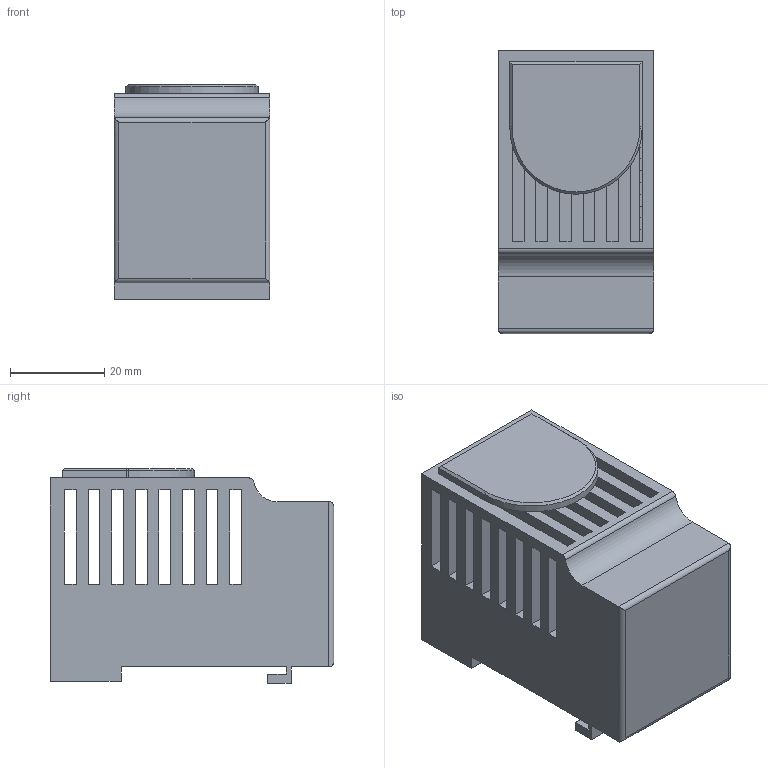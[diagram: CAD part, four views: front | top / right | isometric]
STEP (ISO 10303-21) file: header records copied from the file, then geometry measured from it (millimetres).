
FILE_DESCRIPTION (( 'STEP AP203' ), '1' );
FILE_NAME ('U0406060304 Òåðìîðåãóëÿòîð NO KTS 011.STEP', '2022-04-11T08:39:48', ( '' ), ( '' ), 'SwSTEP 2.0', 'SolidWorks 2017', '' );
FILE_SCHEMA (( 'CONFIG_CONTROL_DESIGN' ));
Length unit declared in the file: millimetre
Products named in the file (1): U0406060304 Òåðìîðåãóëÿòîð NO KTS 011
Bounding box: 33 x 60 x 45.5 mm (x, y, z)
Volume: 24030.1 mm3; surface area: 24179.2 mm2
Topology: 2 solids, 2 shells, 308 faces, 959 edges, 635 vertices
Faces by surface type: plane 296, cylinder 9, cone 3
Entity records: 10617 total; most frequent: CARTESIAN_POINT 1921, ORIENTED_EDGE 1918, DIRECTION 1584, EDGE_CURVE 959, LINE 940, VECTOR 940, VERTEX_POINT 635, EDGE_LOOP 342
